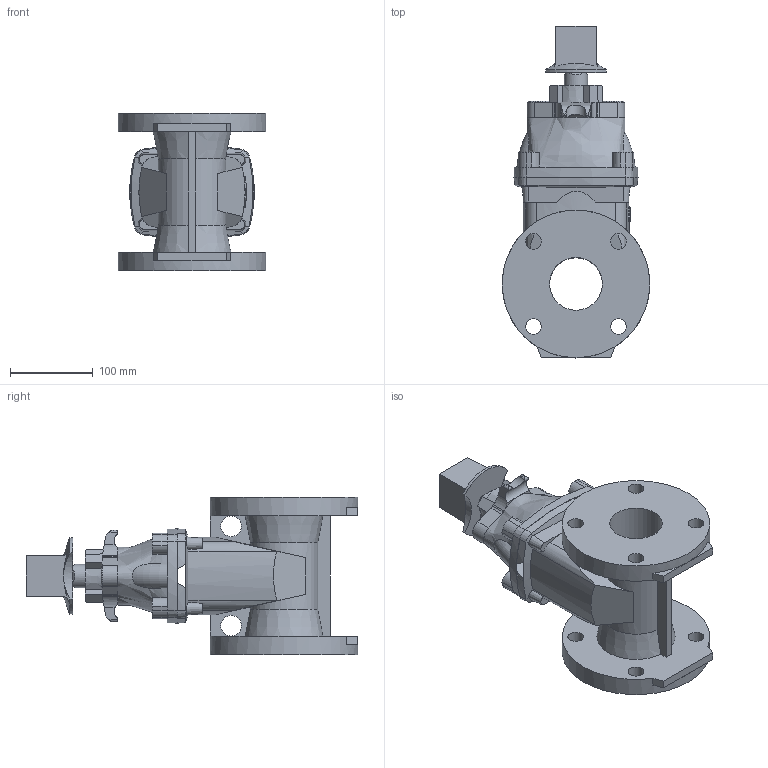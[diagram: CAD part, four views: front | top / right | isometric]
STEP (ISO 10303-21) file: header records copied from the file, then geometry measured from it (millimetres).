
FILE_DESCRIPTION (( 'STEP AP203' ), '1' );
FILE_NAME ('O_45_59_DN065_01XXX_AA0_step.step', '2017-03-03T07:34:35', ( 'Windows User' ), ( 'AVK' ), 'SwSTEP 2.0', 'SolidWorks 2012', '' );
FILE_SCHEMA (( 'CONFIG_CONTROL_DESIGN' ));
Length unit declared in the file: millimetre
Products named in the file (1): O_45_59_DN065_01XXX_AA0_step
Bounding box: 178 x 400 x 190 mm (x, y, z)
Volume: 3500279.6 mm3; surface area: 312858 mm2
Topology: 1 solids, 1 shells, 314 faces, 886 edges, 581 vertices
Faces by surface type: plane 125, cylinder 86, bspline 55, cone 46, torus 2
Full cylindrical faces by diameter (mm): 19 x8, 25 x2, 28 x1, 63.5 x1, 178 x2
Entity records: 13876 total; most frequent: CARTESIAN_POINT 6645, ORIENTED_EDGE 1710, DIRECTION 1176, EDGE_CURVE 855, VERTEX_POINT 567, AXIS2_PLACEMENT_3D 467, EDGE_LOOP 360, B_SPLINE_CURVE_WITH_KNOTS 336
